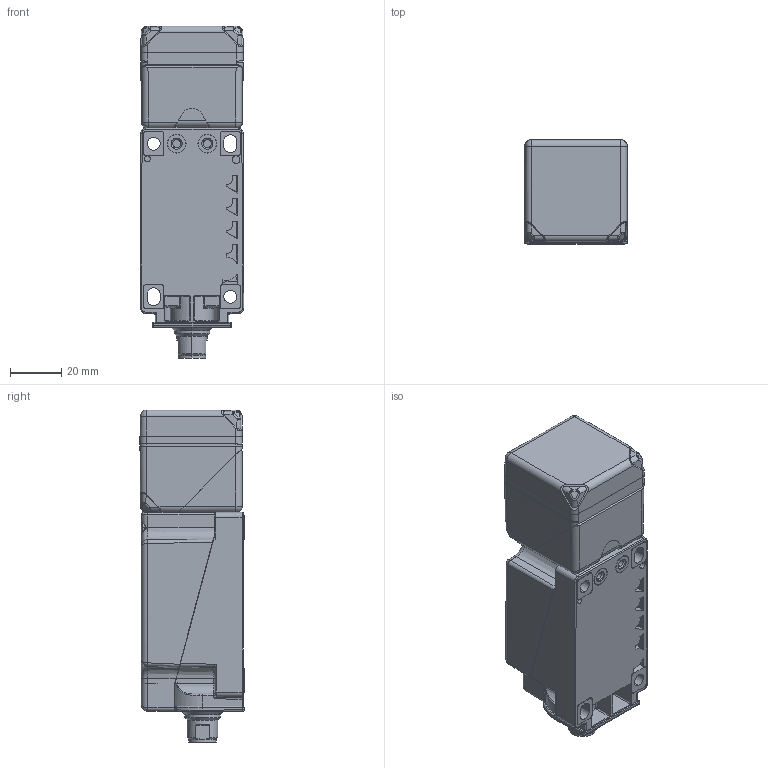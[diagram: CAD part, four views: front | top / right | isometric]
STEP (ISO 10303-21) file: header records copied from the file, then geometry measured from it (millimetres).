
FILE_DESCRIPTION((''),'2;1');
FILE_NAME('CAD-7251_SW0001','2021-05-20T12:52:02',('creinig-se'),(''),'CREO PARAMETRIC BY PTC INC, 2019292','CREO PARAMETRIC BY PTC INC, 2019292','');
FILE_SCHEMA(('CONFIG_CONTROL_DESIGN','SHAPE_APPEARANCE_LAYERS_GROUPS'));
Products named in the file (1): CAD-7251_SW0001
Bounding box: 40.46 x 40.87 x 130.15 mm (x, y, z)
Volume: 165426.5 mm3; surface area: 35373.5 mm2
Topology: 4 solids, 4 shells, 1303 faces, 3291 edges, 1997 vertices
Faces by surface type: cylinder 478, plane 413, bspline 221, torus 72, cone 67, sphere 48, extrusion 4
Entity records: 63490 total; most frequent: CARTESIAN_POINT 25686, ORIENTED_EDGE 6522, DIRECTION 5453, EDGE_CURVE 3261, VERTEX_POINT 1997, AXIS2_PLACEMENT_3D 1971, VECTOR 1511, LINE 1507
